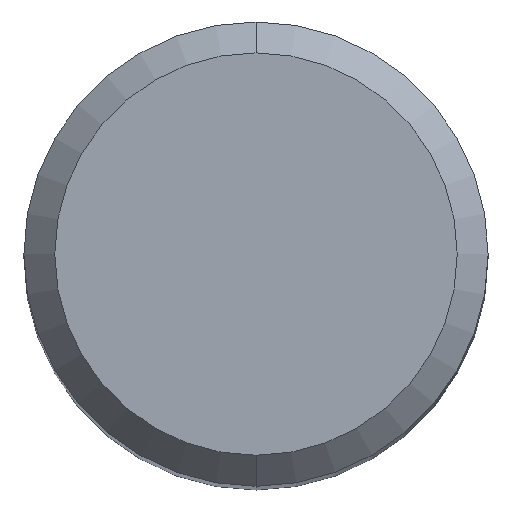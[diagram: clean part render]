
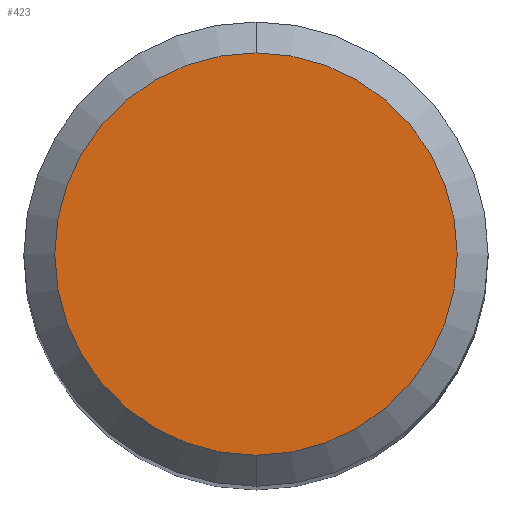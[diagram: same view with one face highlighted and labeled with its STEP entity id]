
A CAD part, top view. The second image highlights one B-rep face of the part: STEP entity #423.
In plain terms, the highlighted planar face has unit normal (0, 0, 1).
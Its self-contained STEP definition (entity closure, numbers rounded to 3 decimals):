
#255=VERTEX_POINT('',#615);
#315=EDGE_CURVE('',#255,#353,#686,.T.);
#351=EDGE_CURVE('',#353,#255,#728,.T.);
#353=VERTEX_POINT('',#730);
#423=ADVANCED_FACE('',(#803),#804,.T.);
#615=CARTESIAN_POINT('',(0.0,1.95,0.0));
#686=CIRCLE('',#1149,1.95);
#728=CIRCLE('',#1229,1.95);
#730=CARTESIAN_POINT('',(0.,-1.95,0.0));
#803=FACE_OUTER_BOUND('',#1395,.T.);
#804=PLANE('',#1396);
#1149=AXIS2_PLACEMENT_3D('',#1821,#1822,#1823);
#1229=AXIS2_PLACEMENT_3D('',#1869,#1870,#1871);
#1395=EDGE_LOOP('',(#1929,#1930));
#1396=AXIS2_PLACEMENT_3D('',#1931,#1932,#1933);
#1821=CARTESIAN_POINT('',(0.0,0.0,0.0));
#1822=DIRECTION('',(0.0,0.0,-1.0));
#1823=DIRECTION('',(0.0,1.0,0.0));
#1869=CARTESIAN_POINT('',(0.0,0.0,0.0));
#1870=DIRECTION('',(0.0,0.0,-1.0));
#1871=DIRECTION('',(0.0,1.0,0.0));
#1929=ORIENTED_EDGE('',*,*,#315,.F.);
#1930=ORIENTED_EDGE('',*,*,#351,.F.);
#1931=CARTESIAN_POINT('',(0.0,0.975,0.0));
#1932=DIRECTION('',(-0.0,0.0,1.0));
#1933=DIRECTION('',(0.0,-1.0,0.0));
